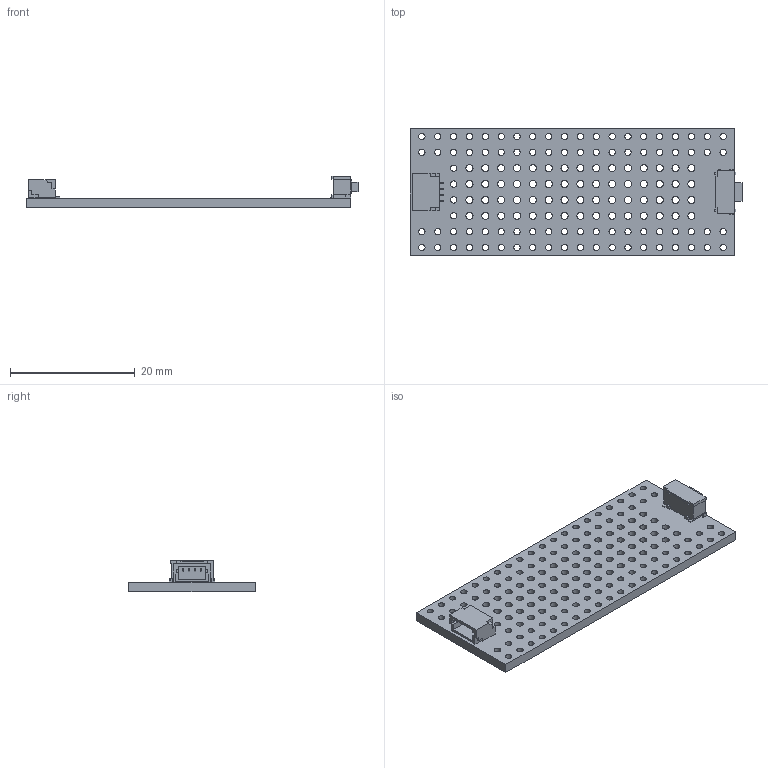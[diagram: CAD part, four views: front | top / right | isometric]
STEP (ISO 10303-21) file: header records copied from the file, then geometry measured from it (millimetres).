
FILE_DESCRIPTION(/* description */ (''),/* implementation_level */ '2;1');
FILE_NAME(/* name */ 'PCB Component.step',/* time_stamp */ '2023-01-11T17:15:26-05:00',/* author */ (''),/* organization */ (''),/* preprocessor_version */ 'ST-DEVELOPER v19.2',/* originating_system */ 'Autodesk Translation Framework v11.17.0.187',/* authorisation */ '');
FILE_SCHEMA (('AUTOMOTIVE_DESIGN { 1 0 10303 214 3 1 1 }'));
Length unit declared in the file: millimetre
Products named in the file (4): PCB Component; Board; STEMMA_I2C_QT; RA Tact
Assembly tree (3 placements, depth 2):
  PCB Component
    Board
    STEMMA_I2C_QT
    RA Tact
Bounding box: 53.2 x 20.32 x 5.07 mm (x, y, z)
Volume: 1574.7 mm3; surface area: 3143.7 mm2
Topology: 3 solids, 3 shells, 309 faces, 879 edges, 584 vertices
Faces by surface type: plane 160, cylinder 149
Full cylindrical faces by diameter (mm): 0.394 x1, 0.8 x2, 1 x82, 1.016 x4, 1.143 x60
Entity records: 11086 total; most frequent: DIRECTION 1809, CARTESIAN_POINT 1779, ORIENTED_EDGE 1758, EDGE_CURVE 879, AXIS2_PLACEMENT_3D 614, EDGE_LOOP 611, VERTEX_POINT 584, LINE 581
